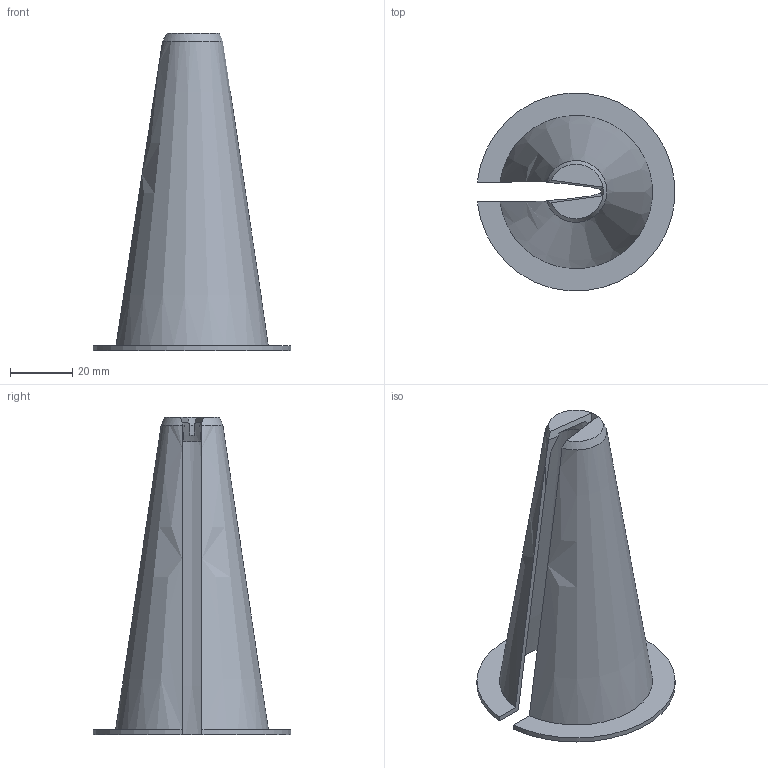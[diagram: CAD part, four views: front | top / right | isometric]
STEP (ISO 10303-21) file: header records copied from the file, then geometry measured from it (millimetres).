
FILE_DESCRIPTION(/* description */ (''),/* implementation_level */ '2;1');
FILE_NAME(/* name */ 'Aerodynamic Net Pot 2-in wide 4-in deep Wicking v2.step',/* time_stamp */ '2025-05-29T15:13:37-07:00',/* author */ (''),/* organization */ (''),/* preprocessor_version */ 'ST-DEVELOPER v20.1',/* originating_system */ 'Autodesk Translation Framework v14.4.0.0',/* authorisation */ '');
FILE_SCHEMA (('AUTOMOTIVE_DESIGN { 1 0 10303 214 3 1 1 }'));
Length unit declared in the file: inch
Products named in the file (1): Aerodynamic Net Pot 2-in wide 4-in deep Wicking
Bounding box: 63.22 x 63.3 x 101.6 mm (x, y, z)
Volume: 17930.1 mm3; surface area: 23144.9 mm2
Topology: 1 solids, 1 shells, 92 faces, 250 edges, 166 vertices
Faces by surface type: bspline 44, plane 41, cone 5, cylinder 2
Entity records: 3375 total; most frequent: CARTESIAN_POINT 1355, ORIENTED_EDGE 500, EDGE_CURVE 250, DIRECTION 250, VERTEX_POINT 166, LINE 128, VECTOR 128, B_SPLINE_CURVE_WITH_KNOTS 106
